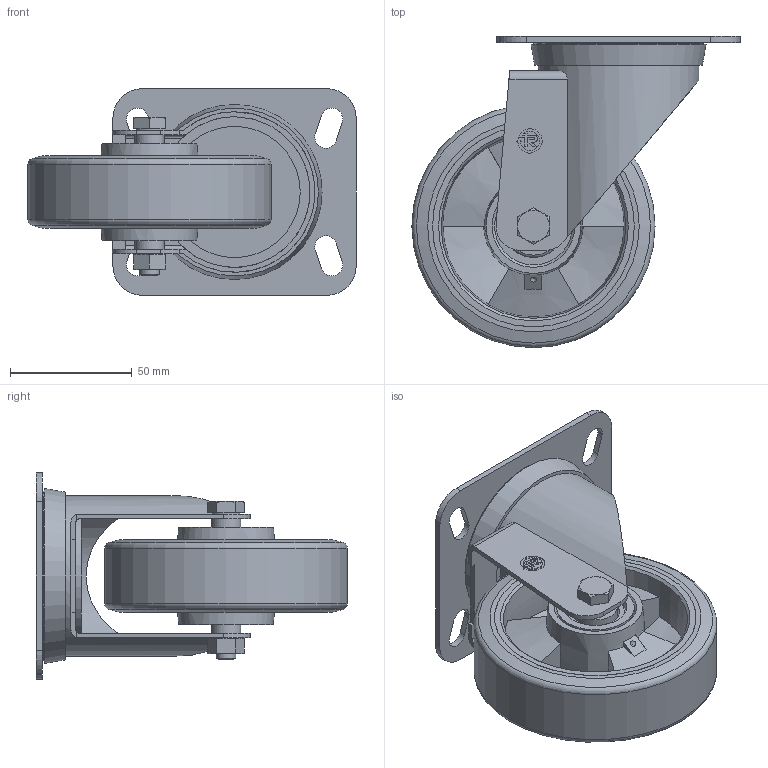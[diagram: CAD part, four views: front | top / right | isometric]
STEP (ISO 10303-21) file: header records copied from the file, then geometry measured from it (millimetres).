
FILE_DESCRIPTION( ( 'STEP AP214' ), ' ' );
FILE_NAME( '659302.stp', '2018-04-04T08:49:53', ( '' ), ( '' ), ' ', 'PARTsolutions', ' ' );
FILE_SCHEMA( ( 'AUTOMOTIVE_DESIGN { 1 0 10303 214 1 1 1 1 }' ) );
Length unit declared in the file: millimetre
Products named in the file (8): 659302; _SRP/NL (100-100x85-30128)-b; _654102; _Shaft 100-M8-30-12450; _Serie 65 AL HUB - 100-12; _Serie 65 AL S - 100-12; _Bolt M8(12-100-30-60GREY); _Nut M8(100-30-12-45GREY)
Assembly tree (8 placements, depth 2):
  659302
    _SRP/NL (100-100x85-30128)-b
    _654102
    _Shaft 100-M8-30-12450
    _Serie 65 AL HUB - 100-12  x2
    _Serie 65 AL S - 100-12
    _Bolt M8(12-100-30-60GREY)
    _Nut M8(100-30-12-45GREY)
Bounding box: 135 x 128 x 85 mm (x, y, z)
Volume: 230942.3 mm3; surface area: 95392.6 mm2
Topology: 8 solids, 8 shells, 319 faces, 752 edges, 477 vertices
Faces by surface type: plane 171, cylinder 73, cone 50, torus 22, bspline 3
Full cylindrical faces by diameter (mm): 6.647 x1, 8 x4, 11.47 x1, 12 x4, 13 x1, 16 x1, 18 x4, 20.08 x4, 23.94 x4, 25.86 x4, 32 x4, 54 x1, 62 x1, 66 x1, 70.743 x1, 82.95 x2, 83 x2, 100 x1
Entity records: 11251 total; most frequent: CARTESIAN_POINT 2091, DIRECTION 1367, ORIENTED_EDGE 1284, EDGE_CURVE 642, AXIS2_PLACEMENT_3D 526, VERTEX_POINT 448, EDGE_LOOP 409, FACE_OUTER_BOUND 349
